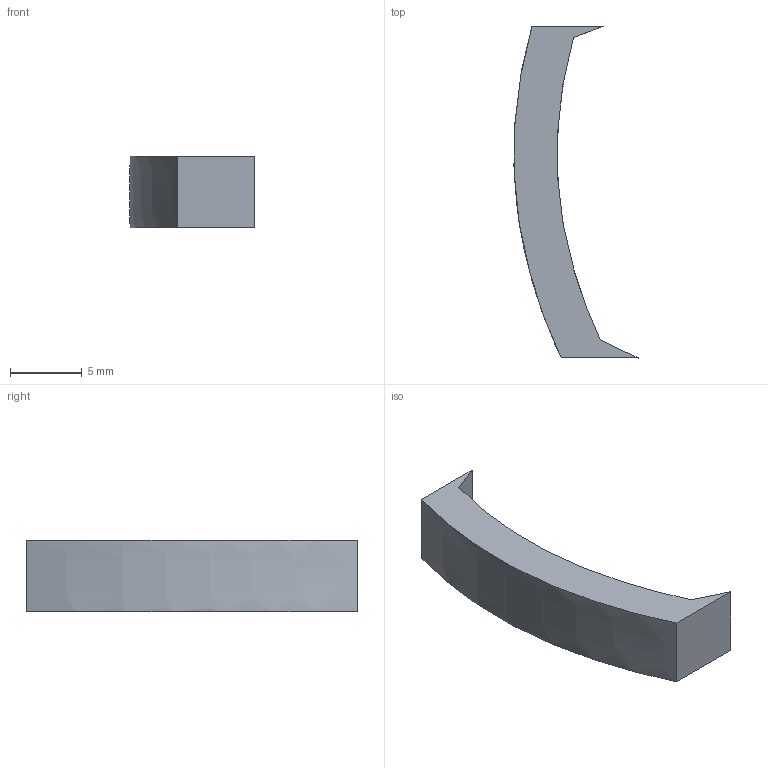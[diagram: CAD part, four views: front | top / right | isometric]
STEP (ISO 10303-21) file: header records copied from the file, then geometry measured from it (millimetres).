
FILE_DESCRIPTION( ( '' ), ' ' );
FILE_NAME( '5e9e12e29275e510ac5a57bb.step', '2020-04-20T21:23:46', ( '' ), ( '' ), ' ', ' ', ' ' );
FILE_SCHEMA( ( 'AUTOMOTIVE_DESIGN { 1 0 10303 214 1 1 1 1 }' ) );
Length unit declared in the file: metre
Products named in the file (1): Removable blocker
Bounding box: 8.63 x 23.09 x 5 mm (x, y, z)
Volume: 366.6 mm3; surface area: 450.8 mm2
Topology: 1 solids, 1 shells, 8 faces, 18 edges, 12 vertices
Faces by surface type: plane 6, extrusion 2
Entity records: 411 total; most frequent: CARTESIAN_POINT 156, ORIENTED_EDGE 36, DIRECTION 30, EDGE_CURVE 18, VECTOR 16, LINE 14, VERTEX_POINT 12, STYLED_ITEM 8
